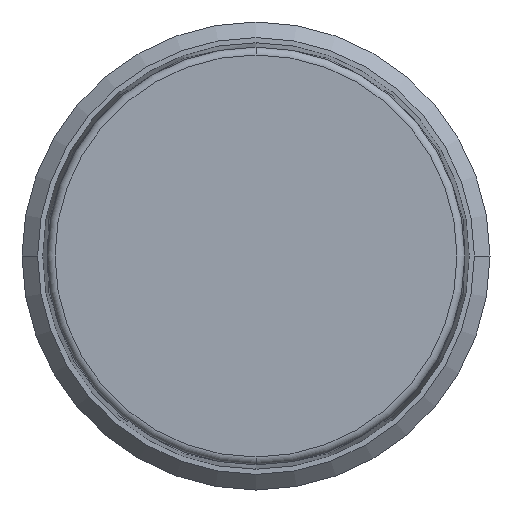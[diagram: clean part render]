
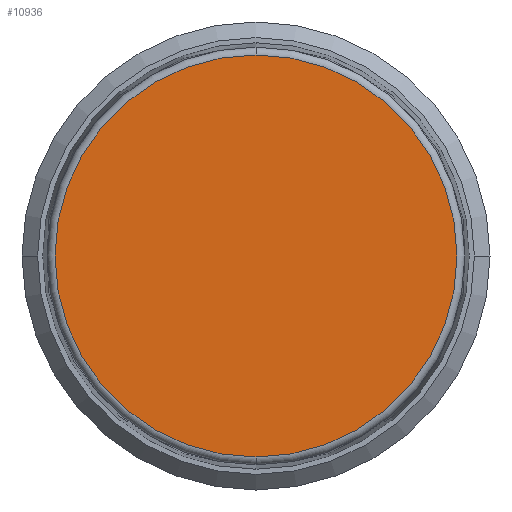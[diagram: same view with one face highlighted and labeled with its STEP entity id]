
A CAD part, front view. The second image highlights one B-rep face of the part: STEP entity #10936.
In plain terms, the highlighted planar face has unit normal (0, -1, 0).
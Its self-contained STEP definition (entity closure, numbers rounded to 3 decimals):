
#3581=CARTESIAN_POINT('',(0.,-10.,0.));
#3582=DIRECTION('',(0.,-1.,0.));
#3583=DIRECTION('',(0.,0.,-1.));
#3584=AXIS2_PLACEMENT_3D('',#3581,#3582,#3583);
#3591=CARTESIAN_POINT('',(0.,-10.,0.));
#3592=DIRECTION('',(0.,-1.,0.));
#3593=DIRECTION('',(0.,0.,1.));
#3594=AXIS2_PLACEMENT_3D('',#3591,#3592,#3593);
#3626=CARTESIAN_POINT('',(0.,-10.,-7.731));
#3628=VERTEX_POINT('',#3626);
#3630=CARTESIAN_POINT('',(0.,-10.,7.731));
#3632=VERTEX_POINT('',#3630);
#10926=CARTESIAN_POINT('',(0.,-10.,0.));
#10927=DIRECTION('',(0.,1.,0.));
#10928=DIRECTION('',(1.,0.,0.));
#10929=AXIS2_PLACEMENT_3D('',#10926,#10927,#10928);
#10930=PLANE('',#10929);
#10932=ORIENTED_EDGE('',*,*,#10931,.F.);
#10933=ORIENTED_EDGE('',*,*,#10909,.F.);
#10934=EDGE_LOOP('',(#10932,#10933));
#10935=FACE_OUTER_BOUND('',#10934,.F.);
#10936=ADVANCED_FACE('',(#10935),#10930,.F.);
#3585=CIRCLE('',#3584,7.731);
#3595=CIRCLE('',#3594,7.731);
#10909=EDGE_CURVE('',#3628,#3632,#3585,.T.);
#10931=EDGE_CURVE('',#3632,#3628,#3595,.T.);
